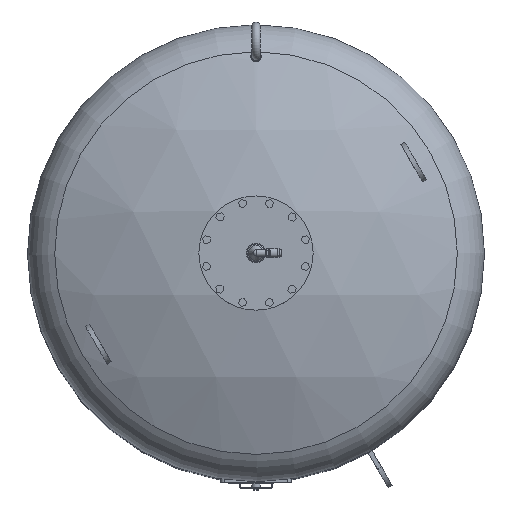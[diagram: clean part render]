
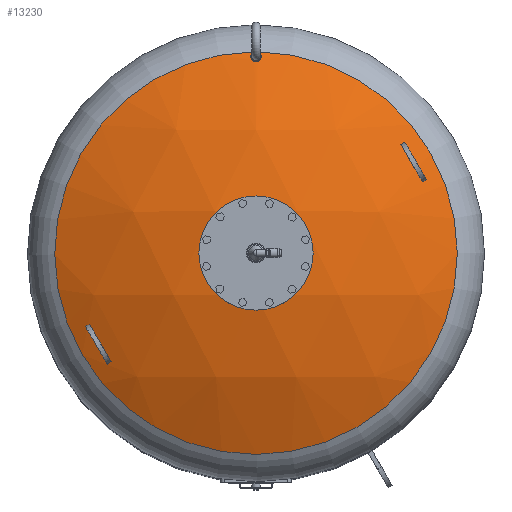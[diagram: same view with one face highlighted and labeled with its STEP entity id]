
A CAD part, top view. The second image highlights one B-rep face of the part: STEP entity #13230.
In plain terms, the highlighted spherical face has radius 1509 mm.
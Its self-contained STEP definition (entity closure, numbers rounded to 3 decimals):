
#27=SPHERICAL_SURFACE('',#14355,1509.);
#48=B_SPLINE_CURVE_WITH_KNOTS('',3,(#21091,#21092,#21093,#21094,#21095,
#21096,#21097,#21098,#21099,#21100,#21101,#21102,#21103,#21104,#21105,#21106,
#21107,#21108,#21109,#21110,#21111,#21112,#21113,#21114,#21115,#21116,#21117,
#21118,#21119,#21120,#21121,#21122,#21123,#21124,#21125,#21126,#21127,#21128,
#21129,#21130,#21131,#21132,#21133,#21134,#21135,#21136,#21137,#21138,#21139,
#21140,#21141,#21142,#21143,#21144,#21145,#21146,#21147,#21148,#21149),
 .UNSPECIFIED.,.F.,.F.,(4,2,2,2,2,2,3,2,2,2,2,2,2,2,2,2,2,2,2,2,2,2,2,2,
2,2,2,2,4),(-20.379,-17.286,-14.127,-10.596,
-7.064,-3.532,0.,3.529,7.058,
10.587,14.116,17.274,20.432,23.59,
26.748,29.906,33.064,36.222,39.38,
42.909,46.438,49.966,53.495,57.027,
60.559,64.091,67.623,70.781,73.874),
 .UNSPECIFIED.);
#4211=FACE_OUTER_BOUND('',#5186,.T.);
#5186=EDGE_LOOP('',(#11215,#11216));
#5943=CIRCLE('',#14356,660.607);
#6825=VERTEX_POINT('',#21081);
#6826=VERTEX_POINT('',#21082);
#8392=EDGE_CURVE('',#6826,#6825,#48,.T.);
#8393=EDGE_CURVE('',#6826,#6825,#5943,.T.);
#11215=ORIENTED_EDGE('',*,*,#8392,.T.);
#11216=ORIENTED_EDGE('',*,*,#8393,.F.);
#13230=ADVANCED_FACE('',(#4211),#27,.T.);
#14355=AXIS2_PLACEMENT_3D('',#21150,#17112,#17113);
#14356=AXIS2_PLACEMENT_3D('',#21151,#17114,#17115);
#17112=DIRECTION('center_axis',(0.,-1.,0.));
#17113=DIRECTION('ref_axis',(-1.,0.,0.));
#17114=DIRECTION('center_axis',(0.,0.,
-1.));
#17115=DIRECTION('ref_axis',(1.,0.,0.));
#21081=CARTESIAN_POINT('',(-6.429,660.575,2800.717));
#21082=CARTESIAN_POINT('',(6.429,660.575,2800.717));
#21091=CARTESIAN_POINT('Ctrl Pts',(6.429,660.575,2800.717));
#21092=CARTESIAN_POINT('Ctrl Pts',(7.422,660.165,2800.911));
#21093=CARTESIAN_POINT('Ctrl Pts',(8.37,659.662,2801.151));
#21094=CARTESIAN_POINT('Ctrl Pts',(10.138,658.502,2801.702));
#21095=CARTESIAN_POINT('Ctrl Pts',(10.954,657.842,2802.015));
#21096=CARTESIAN_POINT('Ctrl Pts',(12.482,656.375,2802.712));
#21097=CARTESIAN_POINT('Ctrl Pts',(13.227,655.501,2803.127));
#21098=CARTESIAN_POINT('Ctrl Pts',(14.531,653.608,2804.025));
#21099=CARTESIAN_POINT('Ctrl Pts',(15.088,652.589,2804.508));
#21100=CARTESIAN_POINT('Ctrl Pts',(15.978,650.471,2805.512));
#21101=CARTESIAN_POINT('Ctrl Pts',(16.312,649.371,2806.033));
#21102=CARTESIAN_POINT('Ctrl Pts',(16.748,647.168,2807.076));
#21103=CARTESIAN_POINT('Ctrl Pts',(16.85,646.064,2807.598));
#21104=CARTESIAN_POINT('Ctrl Pts',(16.85,645.,2808.101));
#21105=CARTESIAN_POINT('Ctrl Pts',(16.85,643.937,2808.604));
#21106=CARTESIAN_POINT('Ctrl Pts',(16.748,642.834,2809.125));
#21107=CARTESIAN_POINT('Ctrl Pts',(16.312,640.631,2810.166));
#21108=CARTESIAN_POINT('Ctrl Pts',(15.979,639.532,2810.684));
#21109=CARTESIAN_POINT('Ctrl Pts',(15.09,637.414,2811.683));
#21110=CARTESIAN_POINT('Ctrl Pts',(14.532,636.394,2812.164));
#21111=CARTESIAN_POINT('Ctrl Pts',(13.23,634.501,2813.056));
#21112=CARTESIAN_POINT('Ctrl Pts',(12.484,633.628,2813.468));
#21113=CARTESIAN_POINT('Ctrl Pts',(10.956,632.159,2814.159));
#21114=CARTESIAN_POINT('Ctrl Pts',(10.14,631.5,2814.47));
#21115=CARTESIAN_POINT('Ctrl Pts',(8.353,630.327,2815.022));
#21116=CARTESIAN_POINT('Ctrl Pts',(7.383,629.814,2815.263));
#21117=CARTESIAN_POINT('Ctrl Pts',(5.351,628.984,2815.653));
#21118=CARTESIAN_POINT('Ctrl Pts',(4.286,628.668,2815.802));
#21119=CARTESIAN_POINT('Ctrl Pts',(2.137,628.25,2815.998));
#21120=CARTESIAN_POINT('Ctrl Pts',(1.053,628.15,2816.045));
#21121=CARTESIAN_POINT('Ctrl Pts',(-1.053,628.15,2816.045));
#21122=CARTESIAN_POINT('Ctrl Pts',(-2.137,628.25,2815.998));
#21123=CARTESIAN_POINT('Ctrl Pts',(-4.286,628.668,2815.802));
#21124=CARTESIAN_POINT('Ctrl Pts',(-5.351,628.984,2815.653));
#21125=CARTESIAN_POINT('Ctrl Pts',(-7.383,629.814,2815.263));
#21126=CARTESIAN_POINT('Ctrl Pts',(-8.353,630.327,2815.022));
#21127=CARTESIAN_POINT('Ctrl Pts',(-10.14,631.5,2814.47));
#21128=CARTESIAN_POINT('Ctrl Pts',(-10.956,632.159,2814.159));
#21129=CARTESIAN_POINT('Ctrl Pts',(-12.484,633.628,2813.468));
#21130=CARTESIAN_POINT('Ctrl Pts',(-13.23,634.501,2813.056));
#21131=CARTESIAN_POINT('Ctrl Pts',(-14.532,636.394,2812.164));
#21132=CARTESIAN_POINT('Ctrl Pts',(-15.09,637.414,2811.683));
#21133=CARTESIAN_POINT('Ctrl Pts',(-15.979,639.532,2810.684));
#21134=CARTESIAN_POINT('Ctrl Pts',(-16.312,640.631,2810.166));
#21135=CARTESIAN_POINT('Ctrl Pts',(-16.748,642.834,2809.125));
#21136=CARTESIAN_POINT('Ctrl Pts',(-16.85,643.937,2808.604));
#21137=CARTESIAN_POINT('Ctrl Pts',(-16.85,646.064,2807.598));
#21138=CARTESIAN_POINT('Ctrl Pts',(-16.748,647.168,2807.076));
#21139=CARTESIAN_POINT('Ctrl Pts',(-16.312,649.371,2806.033));
#21140=CARTESIAN_POINT('Ctrl Pts',(-15.978,650.471,2805.512));
#21141=CARTESIAN_POINT('Ctrl Pts',(-15.088,652.589,2804.508));
#21142=CARTESIAN_POINT('Ctrl Pts',(-14.531,653.608,2804.025));
#21143=CARTESIAN_POINT('Ctrl Pts',(-13.227,655.501,2803.127));
#21144=CARTESIAN_POINT('Ctrl Pts',(-12.482,656.375,2802.712));
#21145=CARTESIAN_POINT('Ctrl Pts',(-10.954,657.842,2802.015));
#21146=CARTESIAN_POINT('Ctrl Pts',(-10.138,658.502,2801.702));
#21147=CARTESIAN_POINT('Ctrl Pts',(-8.37,659.662,2801.151));
#21148=CARTESIAN_POINT('Ctrl Pts',(-7.422,660.165,2800.911));
#21149=CARTESIAN_POINT('Ctrl Pts',(-6.429,660.575,2800.717));
#21150=CARTESIAN_POINT('Origin',(0.,0.,
1444.));
#21151=CARTESIAN_POINT('Origin',(0.,0.,
2800.717));
